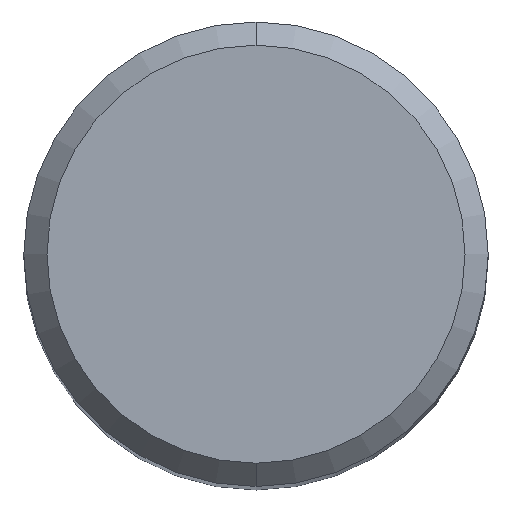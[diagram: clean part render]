
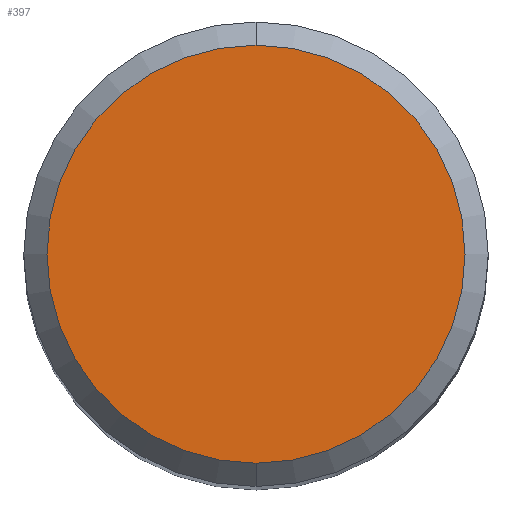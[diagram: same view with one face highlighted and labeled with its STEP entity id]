
A CAD part, top view. The second image highlights one B-rep face of the part: STEP entity #397.
In plain terms, the highlighted planar face has unit normal (0, 0, 1).
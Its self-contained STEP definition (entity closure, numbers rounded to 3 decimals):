
#253=VERTEX_POINT('',#575);
#337=EDGE_CURVE('',#383,#253,#663,.T.);
#383=VERTEX_POINT('',#711);
#397=ADVANCED_FACE('',(#727),#728,.T.);
#451=EDGE_CURVE('',#253,#383,#787,.T.);
#575=CARTESIAN_POINT('',(0.,-4.5,0.0));
#663=CIRCLE('',#1163,4.5);
#711=CARTESIAN_POINT('',(0.0,4.5,0.0));
#727=FACE_OUTER_BOUND('',#1321,.T.);
#728=PLANE('',#1322);
#787=CIRCLE('',#1448,4.5);
#1163=AXIS2_PLACEMENT_3D('',#1691,#1692,#1693);
#1321=EDGE_LOOP('',(#1755,#1756));
#1322=AXIS2_PLACEMENT_3D('',#1757,#1758,#1759);
#1448=AXIS2_PLACEMENT_3D('',#1823,#1824,#1825);
#1691=CARTESIAN_POINT('',(0.0,0.0,0.0));
#1692=DIRECTION('',(0.0,0.0,-1.0));
#1693=DIRECTION('',(0.0,1.0,0.0));
#1755=ORIENTED_EDGE('',*,*,#337,.F.);
#1756=ORIENTED_EDGE('',*,*,#451,.F.);
#1757=CARTESIAN_POINT('',(0.0,2.25,0.0));
#1758=DIRECTION('',(-0.0,0.0,1.0));
#1759=DIRECTION('',(0.0,-1.0,0.0));
#1823=CARTESIAN_POINT('',(0.0,0.0,0.0));
#1824=DIRECTION('',(0.0,0.0,-1.0));
#1825=DIRECTION('',(0.0,1.0,0.0));
